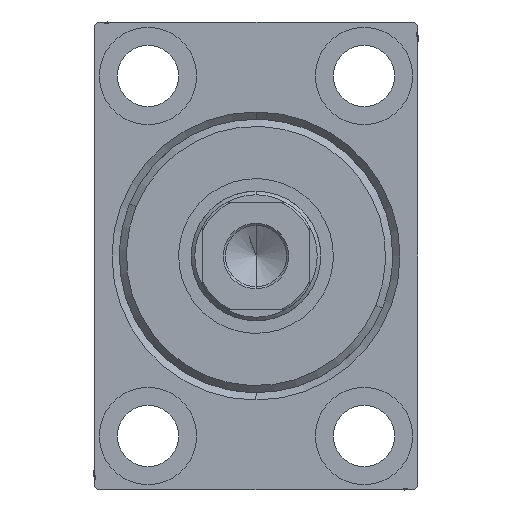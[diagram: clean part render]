
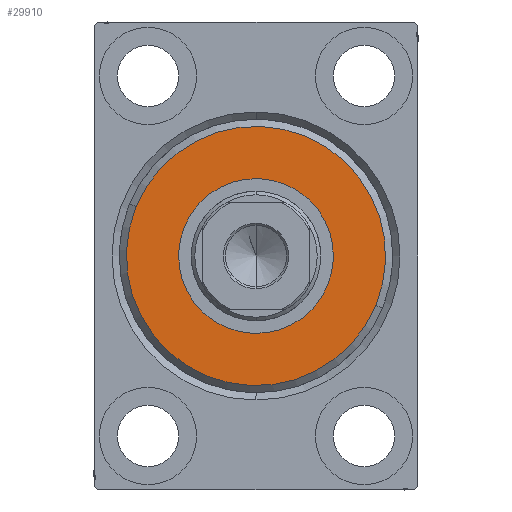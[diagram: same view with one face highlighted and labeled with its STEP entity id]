
A CAD part, left-side view. The second image highlights one B-rep face of the part: STEP entity #29910.
In plain terms, the highlighted face is planar.
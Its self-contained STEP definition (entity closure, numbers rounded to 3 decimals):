
#322 = VERTEX_POINT ( 'NONE', #22258 ) ;
#504 = DIRECTION ( 'NONE',  ( 1., 0., 0. ) ) ;
#4659 = ORIENTED_EDGE ( 'NONE', *, *, #9822, .T. ) ;
#5536 = CARTESIAN_POINT ( 'NONE',  ( 3., 0., -18. ) ) ;
#5848 = AXIS2_PLACEMENT_3D ( 'NONE', #28652, #29305, #39192 ) ;
#6832 = DIRECTION ( 'NONE',  ( 0., 0., -1. ) ) ;
#8129 = AXIS2_PLACEMENT_3D ( 'NONE', #20548, #27754, #40744 ) ;
#9497 = CARTESIAN_POINT ( 'NONE',  ( 3., 0., -10.75 ) ) ;
#9547 = CIRCLE ( 'NONE', #30339, 10.75 ) ;
#9822 = EDGE_CURVE ( 'NONE', #16790, #13570, #33078, .T. ) ;
#13570 = VERTEX_POINT ( 'NONE', #5536 ) ;
#16790 = VERTEX_POINT ( 'NONE', #23751 ) ;
#17215 = AXIS2_PLACEMENT_3D ( 'NONE', #41571, #504, #25174 ) ;
#19586 = CIRCLE ( 'NONE', #8129, 18. ) ;
#20282 = DIRECTION ( 'NONE',  ( -1., 0., 0. ) ) ;
#20548 = CARTESIAN_POINT ( 'NONE',  ( 3., 0., 0. ) ) ;
#20659 = EDGE_LOOP ( 'NONE', ( #26003, #29944 ) ) ;
#21659 = ORIENTED_EDGE ( 'NONE', *, *, #39891, .T. ) ;
#22258 = CARTESIAN_POINT ( 'NONE',  ( 3., 0., 10.75 ) ) ;
#23751 = CARTESIAN_POINT ( 'NONE',  ( 3., 0., 18. ) ) ;
#24800 = DIRECTION ( 'NONE',  ( -1., 0., 0. ) ) ;
#25174 = DIRECTION ( 'NONE',  ( 0., 0., -1. ) ) ;
#26003 = ORIENTED_EDGE ( 'NONE', *, *, #41632, .T. ) ;
#27026 = CARTESIAN_POINT ( 'NONE',  ( 3., 0., 0. ) ) ;
#27754 = DIRECTION ( 'NONE',  ( 1., 0., 0. ) ) ;
#28533 = FACE_BOUND ( 'NONE', #20659, .T. ) ;
#28652 = CARTESIAN_POINT ( 'NONE',  ( 3., 0., 0. ) ) ;
#29305 = DIRECTION ( 'NONE',  ( 1., 0., 0. ) ) ;
#29910 = ADVANCED_FACE ( 'NONE', ( #34853, #28533 ), #38857, .T. ) ;
#29944 = ORIENTED_EDGE ( 'NONE', *, *, #39184, .T. ) ;
#30339 = AXIS2_PLACEMENT_3D ( 'NONE', #38701, #24800, #31751 ) ;
#31751 = DIRECTION ( 'NONE',  ( 0., 0., -1. ) ) ;
#32433 = AXIS2_PLACEMENT_3D ( 'NONE', #27026, #20282, #6832 ) ;
#33078 = CIRCLE ( 'NONE', #5848, 18. ) ;
#34853 = FACE_OUTER_BOUND ( 'NONE', #43770, .T. ) ;
#38381 = VERTEX_POINT ( 'NONE', #9497 ) ;
#38701 = CARTESIAN_POINT ( 'NONE',  ( 3., 0., 0. ) ) ;
#38857 = PLANE ( 'NONE',  #17215 ) ;
#39184 = EDGE_CURVE ( 'NONE', #38381, #322, #9547, .T. ) ;
#39192 = DIRECTION ( 'NONE',  ( 0., 0., -1. ) ) ;
#39891 = EDGE_CURVE ( 'NONE', #13570, #16790, #19586, .T. ) ;
#40744 = DIRECTION ( 'NONE',  ( 0., 0., -1. ) ) ;
#41571 = CARTESIAN_POINT ( 'NONE',  ( 3., 0., 0. ) ) ;
#41632 = EDGE_CURVE ( 'NONE', #322, #38381, #44015, .T. ) ;
#43770 = EDGE_LOOP ( 'NONE', ( #4659, #21659 ) ) ;
#44015 = CIRCLE ( 'NONE', #32433, 10.75 ) ;
